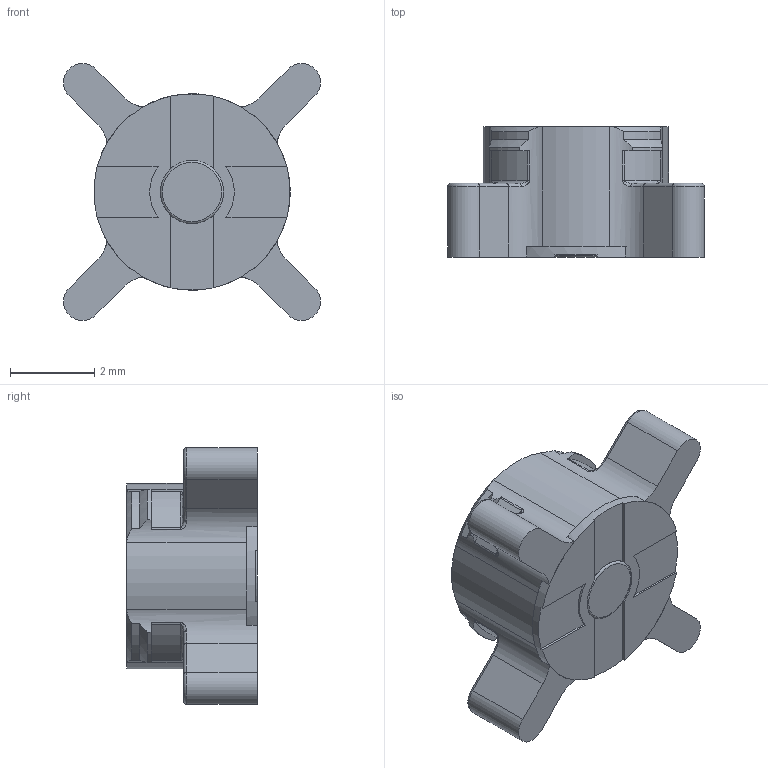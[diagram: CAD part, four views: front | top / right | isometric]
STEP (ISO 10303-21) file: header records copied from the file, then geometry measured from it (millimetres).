
FILE_DESCRIPTION (( 'STEP AP203' ), '1' );
FILE_NAME ('PE45262TR1.step', '2020-04-22T16:08:34', ( '' ), ( '' ), 'SwSTEP 2.0', 'SolidWorks 2018', '' );
FILE_SCHEMA (( 'CONFIG_CONTROL_DESIGN' ));
Length unit declared in the file: inch
Products named in the file (1): PE45262TR1
Bounding box: 6.1 x 3.1 x 6.1 mm (x, y, z)
Volume: 43.7 mm3; surface area: 191.8 mm2
Topology: 3 solids, 3 shells, 136 faces, 344 edges, 217 vertices
Faces by surface type: cylinder 58, plane 43, torus 18, cone 9, bspline 8
Full cylindrical faces by diameter (mm): 0.762 x1, 1.016 x2, 1.5 x2, 1.651 x1, 3.139 x1, 4.663 x1
Entity records: 4421 total; most frequent: CARTESIAN_POINT 1107, DIRECTION 724, ORIENTED_EDGE 650, EDGE_CURVE 325, AXIS2_PLACEMENT_3D 302, VERTEX_POINT 209, CIRCLE 173, EDGE_LOOP 154
